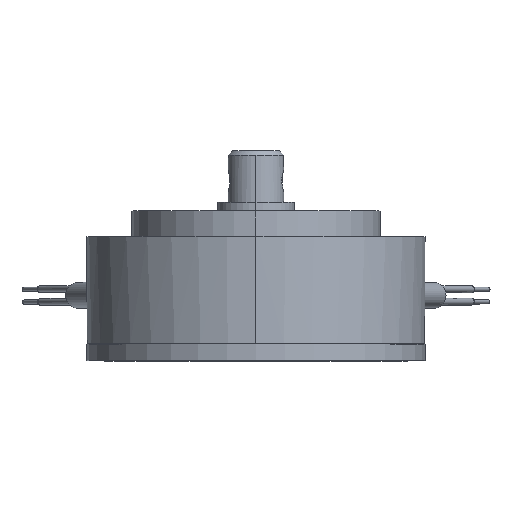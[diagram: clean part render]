
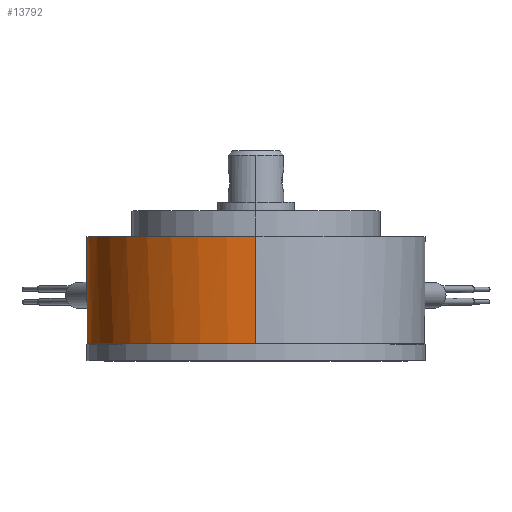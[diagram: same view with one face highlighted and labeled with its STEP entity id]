
A CAD part, top view. The second image highlights one B-rep face of the part: STEP entity #13792.
In plain terms, the highlighted cylindrical face has radius 39.5 mm (diameter 79 mm), a partial arc.
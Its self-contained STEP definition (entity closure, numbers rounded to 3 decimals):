
#18 = DIRECTION ( 'NONE',  ( 0., 0., -1. ) ) ;
#211 = CIRCLE ( 'NONE', #15060, 39.5 ) ;
#300 = CARTESIAN_POINT ( 'NONE',  ( 0., 25., 0. ) ) ;
#433 = ORIENTED_EDGE ( 'NONE', *, *, #3576, .F. ) ;
#488 = CARTESIAN_POINT ( 'NONE',  ( -15.698, 23.642, -36.247 ) ) ;
#559 = CARTESIAN_POINT ( 'NONE',  ( -6.059, 23., -39.033 ) ) ;
#976 = CARTESIAN_POINT ( 'NONE',  ( -23.316, 0., -31.884 ) ) ;
#1223 = ORIENTED_EDGE ( 'NONE', *, *, #7876, .F. ) ;
#1259 = VERTEX_POINT ( 'NONE', #16931 ) ;
#1692 = CARTESIAN_POINT ( 'NONE',  ( 0., 0., -39.5 ) ) ;
#1828 = DIRECTION ( 'NONE',  ( 0., 0., -1. ) ) ;
#1951 = CARTESIAN_POINT ( 'NONE',  ( -14.53, 24.358, -36.731 ) ) ;
#2029 = CARTESIAN_POINT ( 'NONE',  ( -15.76, 24.194, -36.22 ) ) ;
#2058 = DIRECTION ( 'NONE',  ( 0., -1., 0. ) ) ;
#2152 = DIRECTION ( 'NONE',  ( 0., 0., -1. ) ) ;
#2671 = VERTEX_POINT ( 'NONE', #12801 ) ;
#2762 = LINE ( 'NONE', #1692, #6702 ) ;
#3242 = DIRECTION ( 'NONE',  ( 0., 0., -1. ) ) ;
#3256 = EDGE_CURVE ( 'NONE', #11697, #14343, #16656, .T. ) ;
#3388 = VERTEX_POINT ( 'NONE', #9609 ) ;
#3541 = CARTESIAN_POINT ( 'NONE',  ( -14.467, 23.807, -36.755 ) ) ;
#3576 = EDGE_CURVE ( 'NONE', #13575, #3388, #14122, .T. ) ;
#3607 = CARTESIAN_POINT ( 'NONE',  ( -15.446, 24.632, -36.355 ) ) ;
#3608 = EDGE_CURVE ( 'NONE', #13572, #18181, #8870, .T. ) ;
#3746 = ORIENTED_EDGE ( 'NONE', *, *, #3256, .F. ) ;
#4095 = FACE_BOUND ( 'NONE', #15918, .T. ) ;
#4533 = VECTOR ( 'NONE', #9026, 1000. ) ;
#4566 = CARTESIAN_POINT ( 'NONE',  ( -6.059, 0., -39.033 ) ) ;
#4624 = ORIENTED_EDGE ( 'NONE', *, *, #17518, .F. ) ;
#5007 = CARTESIAN_POINT ( 'NONE',  ( -14.784, 23.368, -36.629 ) ) ;
#5087 = CARTESIAN_POINT ( 'NONE',  ( -15.116, 24.7, -36.493 ) ) ;
#5238 = EDGE_CURVE ( 'NONE', #14005, #3388, #2762, .T. ) ;
#5915 = EDGE_CURVE ( 'NONE', #1259, #2671, #6611, .T. ) ;
#6062 = CARTESIAN_POINT ( 'NONE',  ( -23.316, 0., -31.884 ) ) ;
#6159 = CYLINDRICAL_SURFACE ( 'NONE', #15608, 39.5 ) ;
#6362 = CARTESIAN_POINT ( 'NONE',  ( -15.116, 24.7, -36.493 ) ) ;
#6497 = CARTESIAN_POINT ( 'NONE',  ( -15.116, 23.3, -36.493 ) ) ;
#6611 = B_SPLINE_CURVE_WITH_KNOTS ( 'NONE', 3,
 ( #16688, #15239, #9428, #488, #10917, #2029, #12364, #3607, #13819, #5087 ),
 .UNSPECIFIED., .F., .F.,
 ( 4, 2, 2, 2, 4 ),
 ( -1., -0.75, -0.5, -0.25, 0. ),
 .UNSPECIFIED. ) ;
#6702 = VECTOR ( 'NONE', #2058, 1000. ) ;
#6722 = AXIS2_PLACEMENT_3D ( 'NONE', #17698, #8966, #18 ) ;
#7472 = CIRCLE ( 'NONE', #6722, 39.5 ) ;
#7623 = CARTESIAN_POINT ( 'NONE',  ( 0., 0., 0. ) ) ;
#7876 = EDGE_CURVE ( 'NONE', #2671, #1259, #13389, .T. ) ;
#7990 = ORIENTED_EDGE ( 'NONE', *, *, #3608, .F. ) ;
#8110 = CARTESIAN_POINT ( 'NONE',  ( -23.316, 23., -31.884 ) ) ;
#8576 = CARTESIAN_POINT ( 'NONE',  ( 0., 0., 39.5 ) ) ;
#8813 = CARTESIAN_POINT ( 'NONE',  ( 0., 25., -39.5 ) ) ;
#8870 = LINE ( 'NONE', #8576, #4533 ) ;
#8966 = DIRECTION ( 'NONE',  ( 0., -1., 0. ) ) ;
#9026 = DIRECTION ( 'NONE',  ( 0., -1., 0. ) ) ;
#9061 = DIRECTION ( 'NONE',  ( 0., 0., -1. ) ) ;
#9132 = ORIENTED_EDGE ( 'NONE', *, *, #11780, .T. ) ;
#9319 = AXIS2_PLACEMENT_3D ( 'NONE', #300, #10720, #1828 ) ;
#9358 = CARTESIAN_POINT ( 'NONE',  ( -14.937, 24.7, -36.567 ) ) ;
#9428 = CARTESIAN_POINT ( 'NONE',  ( -15.446, 23.368, -36.355 ) ) ;
#9609 = CARTESIAN_POINT ( 'NONE',  ( 0., 0., -39.5 ) ) ;
#10412 = DIRECTION ( 'NONE',  ( 0., -1., 0. ) ) ;
#10499 = EDGE_CURVE ( 'NONE', #14343, #16946, #7472, .T. ) ;
#10720 = DIRECTION ( 'NONE',  ( 0., -1., 0. ) ) ;
#10843 = CARTESIAN_POINT ( 'NONE',  ( -14.784, 24.632, -36.629 ) ) ;
#10844 = CARTESIAN_POINT ( 'NONE',  ( -6.059, 0., -39.033 ) ) ;
#10917 = CARTESIAN_POINT ( 'NONE',  ( -15.76, 23.807, -36.22 ) ) ;
#10957 = DIRECTION ( 'NONE',  ( 0., -1., 0. ) ) ;
#11124 = EDGE_CURVE ( 'NONE', #18181, #11697, #211, .T. ) ;
#11697 = VERTEX_POINT ( 'NONE', #6062 ) ;
#11764 = CIRCLE ( 'NONE', #9319, 39.5 ) ;
#11780 = EDGE_CURVE ( 'NONE', #13572, #14005, #11764, .T. ) ;
#11950 = LINE ( 'NONE', #10844, #15367 ) ;
#12280 = ORIENTED_EDGE ( 'NONE', *, *, #10499, .F. ) ;
#12294 = CARTESIAN_POINT ( 'NONE',  ( -14.467, 24.193, -36.755 ) ) ;
#12337 = VECTOR ( 'NONE', #15622, 1000. ) ;
#12364 = CARTESIAN_POINT ( 'NONE',  ( -15.697, 24.359, -36.247 ) ) ;
#12741 = CARTESIAN_POINT ( 'NONE',  ( 0., 0., 39.5 ) ) ;
#12775 = ORIENTED_EDGE ( 'NONE', *, *, #5915, .F. ) ;
#12801 = CARTESIAN_POINT ( 'NONE',  ( -15.116, 24.7, -36.493 ) ) ;
#13389 = B_SPLINE_CURVE_WITH_KNOTS ( 'NONE', 3,
 ( #6362, #9358, #10843, #1951, #12294, #3541, #13749, #5007, #15227, #6497 ),
 .UNSPECIFIED., .F., .F.,
 ( 4, 2, 2, 2, 4 ),
 ( -1., -0.75, -0.5, -0.25, 0. ),
 .UNSPECIFIED. ) ;
#13425 = ORIENTED_EDGE ( 'NONE', *, *, #11124, .F. ) ;
#13572 = VERTEX_POINT ( 'NONE', #14780 ) ;
#13575 = VERTEX_POINT ( 'NONE', #4566 ) ;
#13749 = CARTESIAN_POINT ( 'NONE',  ( -14.531, 23.642, -36.731 ) ) ;
#13750 = DIRECTION ( 'NONE',  ( 0., -1., 0. ) ) ;
#13792 = ADVANCED_FACE ( 'NONE', ( #15292, #4095 ), #6159, .T. ) ;
#13819 = CARTESIAN_POINT ( 'NONE',  ( -15.294, 24.7, -36.419 ) ) ;
#14005 = VERTEX_POINT ( 'NONE', #8813 ) ;
#14122 = CIRCLE ( 'NONE', #14892, 39.5 ) ;
#14343 = VERTEX_POINT ( 'NONE', #8110 ) ;
#14705 = CARTESIAN_POINT ( 'NONE',  ( 0., 0., 0. ) ) ;
#14780 = CARTESIAN_POINT ( 'NONE',  ( 0., 25., 39.5 ) ) ;
#14892 = AXIS2_PLACEMENT_3D ( 'NONE', #14705, #10412, #3242 ) ;
#15060 = AXIS2_PLACEMENT_3D ( 'NONE', #7623, #17804, #9061 ) ;
#15227 = CARTESIAN_POINT ( 'NONE',  ( -14.937, 23.3, -36.567 ) ) ;
#15239 = CARTESIAN_POINT ( 'NONE',  ( -15.295, 23.3, -36.419 ) ) ;
#15292 = FACE_OUTER_BOUND ( 'NONE', #18971, .T. ) ;
#15340 = CARTESIAN_POINT ( 'NONE',  ( 0., 0., 0. ) ) ;
#15367 = VECTOR ( 'NONE', #13750, 1000. ) ;
#15608 = AXIS2_PLACEMENT_3D ( 'NONE', #15340, #10957, #2152 ) ;
#15622 = DIRECTION ( 'NONE',  ( 0., 1., 0. ) ) ;
#15918 = EDGE_LOOP ( 'NONE', ( #1223, #12775 ) ) ;
#16280 = ORIENTED_EDGE ( 'NONE', *, *, #5238, .T. ) ;
#16656 = LINE ( 'NONE', #976, #12337 ) ;
#16688 = CARTESIAN_POINT ( 'NONE',  ( -15.116, 23.3, -36.493 ) ) ;
#16931 = CARTESIAN_POINT ( 'NONE',  ( -15.116, 23.3, -36.493 ) ) ;
#16946 = VERTEX_POINT ( 'NONE', #559 ) ;
#17518 = EDGE_CURVE ( 'NONE', #16946, #13575, #11950, .T. ) ;
#17698 = CARTESIAN_POINT ( 'NONE',  ( 0., 23., 0. ) ) ;
#17804 = DIRECTION ( 'NONE',  ( 0., -1., 0. ) ) ;
#18181 = VERTEX_POINT ( 'NONE', #12741 ) ;
#18971 = EDGE_LOOP ( 'NONE', ( #7990, #9132, #16280, #433, #4624, #12280, #3746, #13425 ) ) ;
